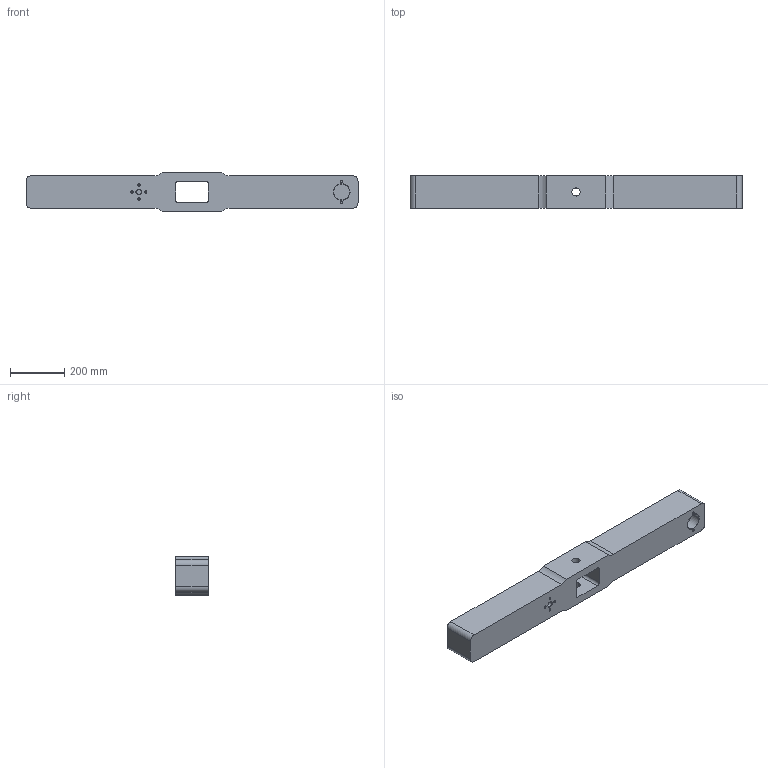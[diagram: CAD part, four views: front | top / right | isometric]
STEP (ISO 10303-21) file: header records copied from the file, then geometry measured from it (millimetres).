
FILE_DESCRIPTION((''),'2;1');
FILE_NAME('HINGE','2018-02-25T',('Harry'),(''),'CREO PARAMETRIC BY PTC INC, 2014440','CREO PARAMETRIC BY PTC INC, 2014440','');
FILE_SCHEMA(('CONFIG_CONTROL_DESIGN'));
Length unit declared in the file: millimetre
Products named in the file (1): HINGE
Bounding box: 1220 x 120 x 140 mm (x, y, z)
Volume: 16758944.6 mm3; surface area: 668383.5 mm2
Topology: 1 solids, 1 shells, 84 faces, 192 edges, 120 vertices
Faces by surface type: cylinder 36, plane 24, cone 24
Entity records: 2430 total; most frequent: DIRECTION 456, CARTESIAN_POINT 396, ORIENTED_EDGE 384, EDGE_CURVE 192, AXIS2_PLACEMENT_3D 180, VERTEX_POINT 120, EDGE_LOOP 100, VECTOR 96
